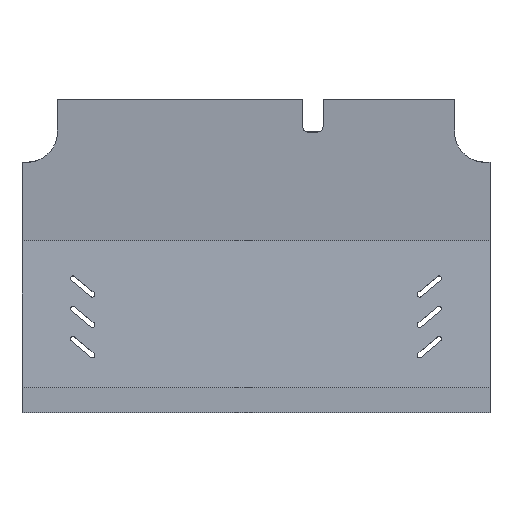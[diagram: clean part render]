
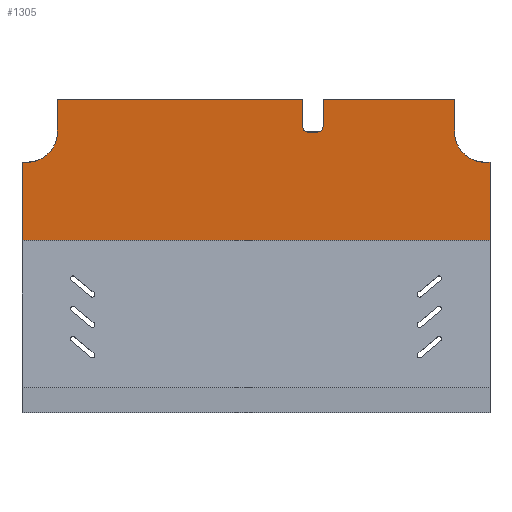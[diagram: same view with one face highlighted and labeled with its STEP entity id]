
A CAD part, front view. The second image highlights one B-rep face of the part: STEP entity #1305.
In plain terms, the highlighted planar face has unit normal (0, -0.998, -0.071).
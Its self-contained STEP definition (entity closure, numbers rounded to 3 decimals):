
#23 = LINE ( 'NONE', #1426, #1500 ) ;
#51 = DIRECTION ( 'NONE',  ( 0., -0.997, -0.071 ) ) ;
#67 = DIRECTION ( 'NONE',  ( 1., 0., 0. ) ) ;
#85 = CIRCLE ( 'NONE', #1625, 60. ) ;
#114 = EDGE_CURVE ( 'NONE', #1481, #1610, #200, .T. ) ;
#120 = LINE ( 'NONE', #1267, #1867 ) ;
#128 = VERTEX_POINT ( 'NONE', #331 ) ;
#137 = EDGE_CURVE ( 'NONE', #399, #384, #515, .T. ) ;
#145 = CARTESIAN_POINT ( 'NONE',  ( 0., 19.891, 341.128 ) ) ;
#181 = ORIENTED_EDGE ( 'NONE', *, *, #1503, .F. ) ;
#200 = CIRCLE ( 'NONE', #574, 10. ) ;
#206 = CARTESIAN_POINT ( 'NONE',  ( 585., 3.913, 565.139 ) ) ;
#260 = DIRECTION ( 'NONE',  ( 1., 0., 0. ) ) ;
#267 = ORIENTED_EDGE ( 'NONE', *, *, #552, .T. ) ;
#294 = CARTESIAN_POINT ( 'NONE',  ( 0., 8.893, 495.317 ) ) ;
#296 = VERTEX_POINT ( 'NONE', #1888 ) ;
#313 = CARTESIAN_POINT ( 'NONE',  ( 70., 4.625, 555.165 ) ) ;
#321 = VERTEX_POINT ( 'NONE', #313 ) ;
#327 = VECTOR ( 'NONE', #1081, 1000. ) ;
#331 = CARTESIAN_POINT ( 'NONE',  ( 10., 8.893, 495.317 ) ) ;
#360 = CARTESIAN_POINT ( 'NONE',  ( 595., 3.913, 565.139 ) ) ;
#368 = CARTESIAN_POINT ( 'NONE',  ( 915., 4.625, 555.165 ) ) ;
#374 = ORIENTED_EDGE ( 'NONE', *, *, #657, .T. ) ;
#381 = LINE ( 'NONE', #1250, #327 ) ;
#384 = VERTEX_POINT ( 'NONE', #495 ) ;
#399 = VERTEX_POINT ( 'NONE', #783 ) ;
#424 = LINE ( 'NONE', #842, #1743 ) ;
#452 = LINE ( 'NONE', #606, #1169 ) ;
#467 = AXIS2_PLACEMENT_3D ( 'NONE', #1018, #1533, #1039 ) ;
#478 = LINE ( 'NONE', #1497, #1664 ) ;
#495 = CARTESIAN_POINT ( 'NONE',  ( 70., 0., 620. ) ) ;
#503 = ORIENTED_EDGE ( 'NONE', *, *, #1236, .F. ) ;
#506 = DIRECTION ( 'NONE',  ( 0., 0.997, 0.071 ) ) ;
#515 = LINE ( 'NONE', #799, #1378 ) ;
#552 = EDGE_CURVE ( 'NONE', #1002, #1508, #120, .T. ) ;
#574 = AXIS2_PLACEMENT_3D ( 'NONE', #206, #51, #1290 ) ;
#586 = ORIENTED_EDGE ( 'NONE', *, *, #1555, .T. ) ;
#606 = CARTESIAN_POINT ( 'NONE',  ( 70., 19.921, 340.71 ) ) ;
#622 = EDGE_CURVE ( 'NONE', #1002, #128, #1091, .T. ) ;
#627 = EDGE_LOOP ( 'NONE', ( #267, #712, #1209, #586, #1170, #374, #1691, #1682, #1544, #1115, #181, #1356, #1210, #1003, #503, #1434 ) ) ;
#657 = EDGE_CURVE ( 'NONE', #1025, #1993, #23, .T. ) ;
#712 = ORIENTED_EDGE ( 'NONE', *, *, #754, .T. ) ;
#726 = CARTESIAN_POINT ( 'NONE',  ( 925., 19.921, 340.71 ) ) ;
#737 = DIRECTION ( 'NONE',  ( 0., -0.071, 0.997 ) ) ;
#754 = EDGE_CURVE ( 'NONE', #1508, #1483, #1260, .T. ) ;
#762 = CIRCLE ( 'NONE', #1723, 10. ) ;
#764 = CARTESIAN_POINT ( 'NONE',  ( 925., 19.891, 341.128 ) ) ;
#783 = CARTESIAN_POINT ( 'NONE',  ( 555., 0., 620. ) ) ;
#799 = CARTESIAN_POINT ( 'NONE',  ( 925., 0., 620. ) ) ;
#842 = CARTESIAN_POINT ( 'NONE',  ( 925., 0., 620. ) ) ;
#853 = VECTOR ( 'NONE', #67, 1000. ) ;
#854 = EDGE_CURVE ( 'NONE', #1993, #1493, #424, .T. ) ;
#883 = DIRECTION ( 'NONE',  ( 0., 0.071, -0.997 ) ) ;
#891 = CARTESIAN_POINT ( 'NONE',  ( 925., 8.893, 495.317 ) ) ;
#938 = DIRECTION ( 'NONE',  ( 0., -0.071, 0.997 ) ) ;
#953 = VERTEX_POINT ( 'NONE', #891 ) ;
#1001 = DIRECTION ( 'NONE',  ( -1., 0., 0. ) ) ;
#1002 = VERTEX_POINT ( 'NONE', #294 ) ;
#1003 = ORIENTED_EDGE ( 'NONE', *, *, #1186, .F. ) ;
#1018 = CARTESIAN_POINT ( 'NONE',  ( 925., 19.921, 340.71 ) ) ;
#1025 = VERTEX_POINT ( 'NONE', #1701 ) ;
#1039 = DIRECTION ( 'NONE',  ( 0., -0.071, 0.997 ) ) ;
#1066 = CARTESIAN_POINT ( 'NONE',  ( 10., 4.625, 555.165 ) ) ;
#1081 = DIRECTION ( 'NONE',  ( 0., 0.071, -0.997 ) ) ;
#1091 = LINE ( 'NONE', #1098, #1531 ) ;
#1098 = CARTESIAN_POINT ( 'NONE',  ( 925., 8.893, 495.317 ) ) ;
#1113 = DIRECTION ( 'NONE',  ( 1., 0., 0. ) ) ;
#1115 = ORIENTED_EDGE ( 'NONE', *, *, #1528, .F. ) ;
#1169 = VECTOR ( 'NONE', #1698, 1000. ) ;
#1170 = ORIENTED_EDGE ( 'NONE', *, *, #1656, .T. ) ;
#1183 = CARTESIAN_POINT ( 'NONE',  ( 925., 4.625, 555.165 ) ) ;
#1186 = EDGE_CURVE ( 'NONE', #321, #384, #452, .T. ) ;
#1209 = ORIENTED_EDGE ( 'NONE', *, *, #1936, .F. ) ;
#1210 = ORIENTED_EDGE ( 'NONE', *, *, #137, .T. ) ;
#1225 = VECTOR ( 'NONE', #1522, 1000. ) ;
#1236 = EDGE_CURVE ( 'NONE', #128, #321, #85, .T. ) ;
#1250 = CARTESIAN_POINT ( 'NONE',  ( 595., 19.921, 340.71 ) ) ;
#1260 = LINE ( 'NONE', #1622, #853 ) ;
#1262 = DIRECTION ( 'NONE',  ( -1., 0., 0. ) ) ;
#1267 = CARTESIAN_POINT ( 'NONE',  ( 0., 19.921, 340.71 ) ) ;
#1290 = DIRECTION ( 'NONE',  ( 0., -0.071, 0.997 ) ) ;
#1293 = VERTEX_POINT ( 'NONE', #2016 ) ;
#1305 = ADVANCED_FACE ( 'NONE', ( #1596 ), #1599, .F. ) ;
#1340 = LINE ( 'NONE', #726, #1668 ) ;
#1353 = CARTESIAN_POINT ( 'NONE',  ( 555., 19.921, 340.71 ) ) ;
#1356 = ORIENTED_EDGE ( 'NONE', *, *, #1911, .F. ) ;
#1368 = CARTESIAN_POINT ( 'NONE',  ( 565., 3.913, 565.139 ) ) ;
#1378 = VECTOR ( 'NONE', #1262, 1000. ) ;
#1394 = DIRECTION ( 'NONE',  ( 0., -0.997, -0.071 ) ) ;
#1410 = DIRECTION ( 'NONE',  ( 0., 0.071, -0.997 ) ) ;
#1426 = CARTESIAN_POINT ( 'NONE',  ( 855., 19.921, 340.71 ) ) ;
#1434 = ORIENTED_EDGE ( 'NONE', *, *, #622, .F. ) ;
#1444 = CARTESIAN_POINT ( 'NONE',  ( 555., 3.913, 565.139 ) ) ;
#1467 = EDGE_CURVE ( 'NONE', #1493, #1610, #381, .T. ) ;
#1481 = VERTEX_POINT ( 'NONE', #2040 ) ;
#1483 = VERTEX_POINT ( 'NONE', #764 ) ;
#1492 = DIRECTION ( 'NONE',  ( -1., 0., 0. ) ) ;
#1493 = VERTEX_POINT ( 'NONE', #1709 ) ;
#1497 = CARTESIAN_POINT ( 'NONE',  ( 925., 8.893, 495.317 ) ) ;
#1500 = VECTOR ( 'NONE', #1918, 1000. ) ;
#1503 = EDGE_CURVE ( 'NONE', #1667, #1293, #762, .T. ) ;
#1508 = VERTEX_POINT ( 'NONE', #145 ) ;
#1519 = DIRECTION ( 'NONE',  ( 0., -0.997, -0.071 ) ) ;
#1522 = DIRECTION ( 'NONE',  ( 0., 0.071, -0.997 ) ) ;
#1524 = LINE ( 'NONE', #1353, #1225 ) ;
#1528 = EDGE_CURVE ( 'NONE', #1293, #1481, #1980, .T. ) ;
#1531 = VECTOR ( 'NONE', #1113, 1000. ) ;
#1533 = DIRECTION ( 'NONE',  ( 0., 0.997, 0.071 ) ) ;
#1544 = ORIENTED_EDGE ( 'NONE', *, *, #114, .F. ) ;
#1546 = VECTOR ( 'NONE', #260, 1000. ) ;
#1555 = EDGE_CURVE ( 'NONE', #953, #296, #478, .T. ) ;
#1596 = FACE_OUTER_BOUND ( 'NONE', #627, .T. ) ;
#1599 = PLANE ( 'NONE',  #467 ) ;
#1610 = VERTEX_POINT ( 'NONE', #360 ) ;
#1622 = CARTESIAN_POINT ( 'NONE',  ( 925., 19.891, 341.128 ) ) ;
#1625 = AXIS2_PLACEMENT_3D ( 'NONE', #1066, #1519, #737 ) ;
#1651 = AXIS2_PLACEMENT_3D ( 'NONE', #368, #506, #1935 ) ;
#1656 = EDGE_CURVE ( 'NONE', #296, #1025, #1914, .T. ) ;
#1664 = VECTOR ( 'NONE', #1492, 1000. ) ;
#1667 = VERTEX_POINT ( 'NONE', #1444 ) ;
#1668 = VECTOR ( 'NONE', #883, 1000. ) ;
#1682 = ORIENTED_EDGE ( 'NONE', *, *, #1467, .T. ) ;
#1691 = ORIENTED_EDGE ( 'NONE', *, *, #854, .T. ) ;
#1698 = DIRECTION ( 'NONE',  ( 0., -0.071, 0.997 ) ) ;
#1701 = CARTESIAN_POINT ( 'NONE',  ( 855., 4.625, 555.165 ) ) ;
#1709 = CARTESIAN_POINT ( 'NONE',  ( 595., 0., 620. ) ) ;
#1723 = AXIS2_PLACEMENT_3D ( 'NONE', #1368, #1394, #938 ) ;
#1743 = VECTOR ( 'NONE', #1001, 1000. ) ;
#1867 = VECTOR ( 'NONE', #1410, 1000. ) ;
#1888 = CARTESIAN_POINT ( 'NONE',  ( 915., 8.893, 495.317 ) ) ;
#1911 = EDGE_CURVE ( 'NONE', #399, #1667, #1524, .T. ) ;
#1914 = CIRCLE ( 'NONE', #1651, 60. ) ;
#1918 = DIRECTION ( 'NONE',  ( 0., -0.071, 0.997 ) ) ;
#1935 = DIRECTION ( 'NONE',  ( 0., -0.071, 0.997 ) ) ;
#1936 = EDGE_CURVE ( 'NONE', #953, #1483, #1340, .T. ) ;
#1980 = LINE ( 'NONE', #1183, #1546 ) ;
#1993 = VERTEX_POINT ( 'NONE', #2031 ) ;
#2016 = CARTESIAN_POINT ( 'NONE',  ( 565., 4.625, 555.165 ) ) ;
#2031 = CARTESIAN_POINT ( 'NONE',  ( 855., 0., 620. ) ) ;
#2040 = CARTESIAN_POINT ( 'NONE',  ( 585., 4.625, 555.165 ) ) ;
